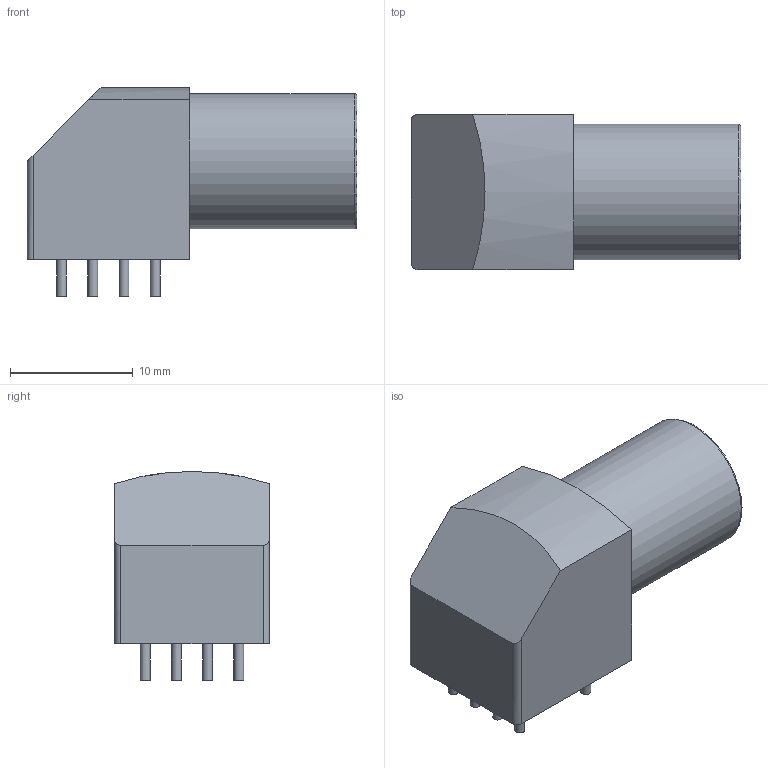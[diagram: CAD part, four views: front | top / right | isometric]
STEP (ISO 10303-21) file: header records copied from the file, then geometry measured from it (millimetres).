
FILE_DESCRIPTION(('FreeCAD Model'),'2;1');
FILE_NAME('GF1L0C_P06QF00_0000_cp.step','2020-04-16T13:49:24',('kicad StepUp' ),('ksu MCAD'),'Open CASCADE STEP processor 7.4','FreeCAD','Unknown' );
FILE_SCHEMA(('AUTOMOTIVE_DESIGN { 1 0 10303 214 1 1 1 1 }'));
Length unit declared in the file: millimetre
Products named in the file (1): GF1L0C_P06QF00_0000_cp
Bounding box: 26.8 x 12.6 x 17 mm (x, y, z)
Volume: 2873.9 mm3; surface area: 2522.5 mm2
Topology: 13 solids, 13 shells, 66 faces, 103 edges, 68 vertices
Faces by surface type: plane 41, cylinder 24, torus 1
Full cylindrical faces by diameter (mm): 0.8 x10, 1 x6, 9.5 x1, 11 x1
Entity records: 2019 total; most frequent: DIRECTION 291, CARTESIAN_POINT 238, ORIENTED_EDGE 206, AXIS2_PLACEMENT_3D 121, EDGE_CURVE 103, FACE_BOUND 73, EDGE_LOOP 73, PRESENTATION_STYLE_ASSIGNMENT 70
